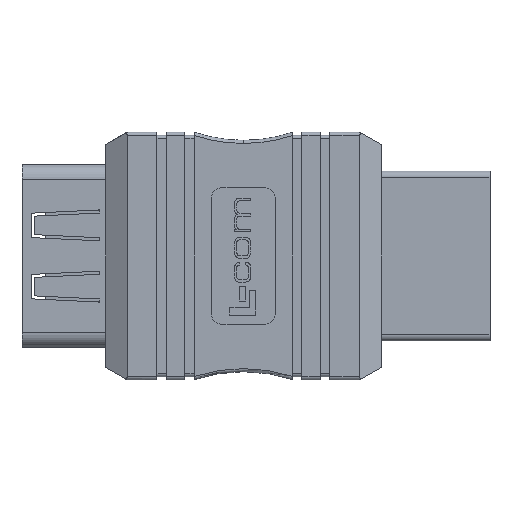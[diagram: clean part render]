
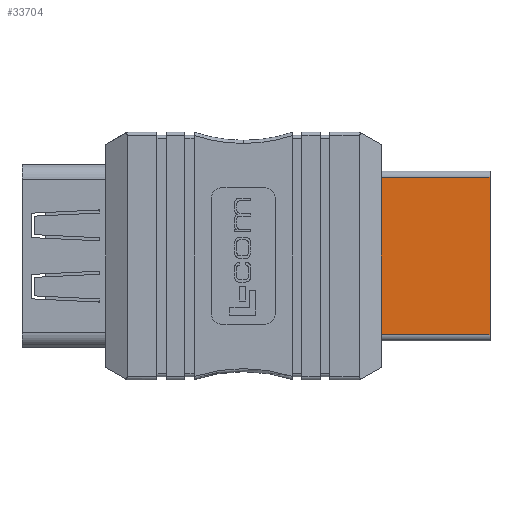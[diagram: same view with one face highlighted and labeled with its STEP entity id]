
A CAD part, front view. The second image highlights one B-rep face of the part: STEP entity #33704.
In plain terms, the highlighted face is planar.
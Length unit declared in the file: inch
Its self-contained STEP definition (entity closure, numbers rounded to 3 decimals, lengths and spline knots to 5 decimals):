
#2401 = EDGE_LOOP ( 'NONE', ( #34287, #34288, #34289, #34290 ) ) ;
#11013 = VERTEX_POINT ( 'NONE', #20521 ) ;
#13531 = EDGE_CURVE ( 'NONE', #11013, #30435, #40630, .T. ) ;
#16277 = CARTESIAN_POINT ( 'NONE',  ( 0.2745, 0.4, -0.0875 ) ) ;
#16477 = DIRECTION ( 'NONE',  ( -1., 0., 0. ) ) ;
#20521 = CARTESIAN_POINT ( 'NONE',  ( 0.2545, 0.4, -0.0875 ) ) ;
#25287 = CARTESIAN_POINT ( 'NONE',  ( -0.2545, 0.4, -0.0875 ) ) ;
#28466 = PLANE ( 'NONE',  #29795 ) ;
#28467 = CARTESIAN_POINT ( 'NONE',  ( -0.2745, 0.118, -0.0875 ) ) ;
#28472 = DIRECTION ( 'NONE',  ( 0., 0., 1. ) ) ;
#28473 = DIRECTION ( 'NONE',  ( 1., 0., 0. ) ) ;
#29074 = FACE_OUTER_BOUND ( 'NONE', #2401, .T. ) ;
#29488 = LINE ( 'NONE', #33031, #29497 ) ;
#29492 = LINE ( 'NONE', #33050, #29495 ) ;
#29495 = VECTOR ( 'NONE', #33054, 39.37008 ) ;
#29496 = LINE ( 'NONE', #33059, #29499 ) ;
#29497 = VECTOR ( 'NONE', #33055, 39.37008 ) ;
#29499 = VECTOR ( 'NONE', #33062, 39.37008 ) ;
#29795 = AXIS2_PLACEMENT_3D ( 'NONE', #28467, #28472, #28473 ) ;
#30435 = VERTEX_POINT ( 'NONE', #25287 ) ;
#33031 = CARTESIAN_POINT ( 'NONE',  ( -0.2545, 0.118, -0.0875 ) ) ;
#33050 = CARTESIAN_POINT ( 'NONE',  ( 0.2545, 0.118, -0.0875 ) ) ;
#33054 = DIRECTION ( 'NONE',  ( 0., -1., 0. ) ) ;
#33055 = DIRECTION ( 'NONE',  ( 0., 1., 0. ) ) ;
#33059 = CARTESIAN_POINT ( 'NONE',  ( -0.2745, 0., -0.0875 ) ) ;
#33062 = DIRECTION ( 'NONE',  ( -1., 0., 0. ) ) ;
#33704 = ADVANCED_FACE ( 'NONE', ( #29074 ), #28466, .F. ) ;
#34287 = ORIENTED_EDGE ( 'NONE', *, *, #36513, .T. ) ;
#34288 = ORIENTED_EDGE ( 'NONE', *, *, #36510, .T. ) ;
#34289 = ORIENTED_EDGE ( 'NONE', *, *, #13531, .F. ) ;
#34290 = ORIENTED_EDGE ( 'NONE', *, *, #36508, .T. ) ;
#35701 = CARTESIAN_POINT ( 'NONE',  ( 0.2545, 0., -0.0875 ) ) ;
#35708 = CARTESIAN_POINT ( 'NONE',  ( -0.2545, 0., -0.0875 ) ) ;
#36508 = EDGE_CURVE ( 'NONE', #11013, #38391, #29492, .T. ) ;
#36510 = EDGE_CURVE ( 'NONE', #38395, #30435, #29488, .T. ) ;
#36513 = EDGE_CURVE ( 'NONE', #38391, #38395, #29496, .T. ) ;
#38391 = VERTEX_POINT ( 'NONE', #35701 ) ;
#38395 = VERTEX_POINT ( 'NONE', #35708 ) ;
#40630 = LINE ( 'NONE', #16277, #40631 ) ;
#40631 = VECTOR ( 'NONE', #16477, 39.37008 ) ;
